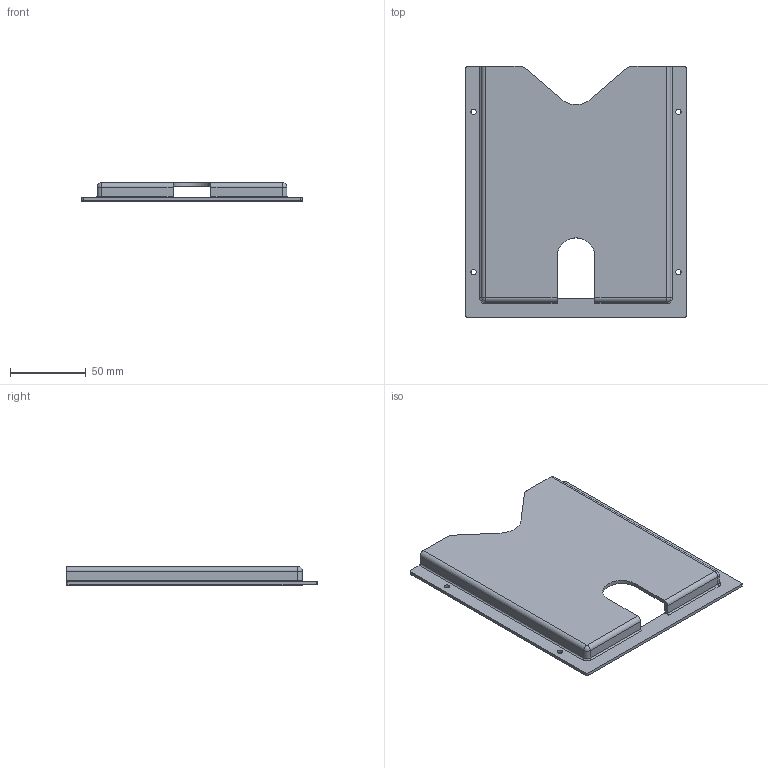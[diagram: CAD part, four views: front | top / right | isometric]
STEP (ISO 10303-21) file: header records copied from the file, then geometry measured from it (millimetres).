
FILE_DESCRIPTION (( 'STEP AP203' ), '1' );
FILE_NAME ('C-26-C-A6.STEP', '2018-04-18T07:38:54', ( '' ), ( '' ), 'SwSTEP 2.0', 'SolidWorks 2014', '' );
FILE_SCHEMA (( 'CONFIG_CONTROL_DESIGN' ));
Length unit declared in the file: millimetre
Products named in the file (1): C-26-C-A6
Bounding box: 145 x 165.5 x 12.5 mm (x, y, z)
Volume: 62216 mm3; surface area: 53378.4 mm2
Topology: 1 solids, 1 shells, 64 faces, 180 edges, 112 vertices
Faces by surface type: cylinder 32, plane 26, sphere 4, torus 2
Entity records: 2135 total; most frequent: DIRECTION 372, CARTESIAN_POINT 353, ORIENTED_EDGE 352, EDGE_CURVE 176, AXIS2_PLACEMENT_3D 131, VERTEX_POINT 112, LINE 110, VECTOR 110
